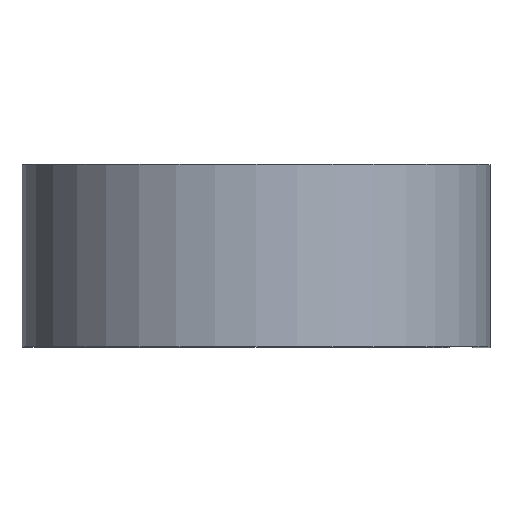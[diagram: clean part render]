
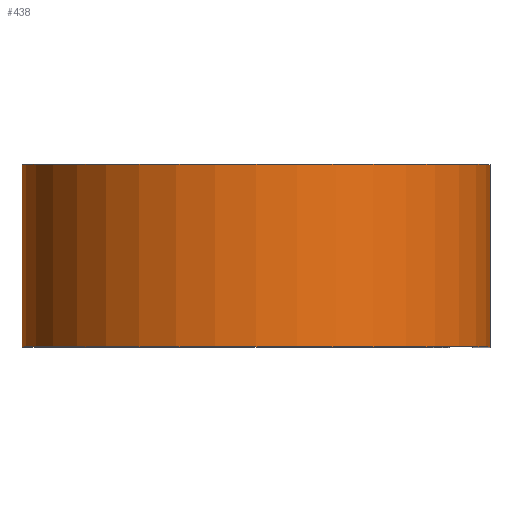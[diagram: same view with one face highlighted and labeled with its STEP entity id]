
A CAD part, top view. The second image highlights one B-rep face of the part: STEP entity #438.
In plain terms, the highlighted cylindrical face has radius 16.294 mm (diameter 32.588 mm), a partial arc.
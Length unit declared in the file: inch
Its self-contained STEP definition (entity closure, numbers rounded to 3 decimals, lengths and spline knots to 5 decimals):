
#8 = CARTESIAN_POINT ( 'NONE',  ( 0., -0.25, -0.6415 ) ) ;
#67 = VERTEX_POINT ( 'NONE', #166 ) ;
#117 = ORIENTED_EDGE ( 'NONE', *, *, #594, .F. ) ;
#166 = CARTESIAN_POINT ( 'NONE',  ( 0.6415, 0.25, 0. ) ) ;
#181 = CIRCLE ( 'NONE', #217, 0.6415 ) ;
#217 = AXIS2_PLACEMENT_3D ( 'NONE', #642, #650, #673 ) ;
#237 = DIRECTION ( 'NONE',  ( 0., -1., 0. ) ) ;
#265 = VECTOR ( 'NONE', #237, 39.37008 ) ;
#287 = VERTEX_POINT ( 'NONE', #8 ) ;
#308 = DIRECTION ( 'NONE',  ( 0., 0., -1. ) ) ;
#311 = ORIENTED_EDGE ( 'NONE', *, *, #681, .T. ) ;
#342 = EDGE_CURVE ( 'NONE', #597, #287, #401, .T. ) ;
#349 = DIRECTION ( 'NONE',  ( 0., -1., 0. ) ) ;
#355 = CARTESIAN_POINT ( 'NONE',  ( 0., 0.25, -0.6415 ) ) ;
#401 = LINE ( 'NONE', #355, #554 ) ;
#412 = CYLINDRICAL_SURFACE ( 'NONE', #644, 0.6415 ) ;
#438 = ADVANCED_FACE ( 'NONE', ( #480 ), #412, .T. ) ;
#439 = DIRECTION ( 'NONE',  ( 1., 0., 0. ) ) ;
#443 = EDGE_CURVE ( 'NONE', #67, #456, #561, .T. ) ;
#445 = DIRECTION ( 'NONE',  ( 0., 1., 0. ) ) ;
#449 = CARTESIAN_POINT ( 'NONE',  ( 0., -0.25, 0. ) ) ;
#456 = VERTEX_POINT ( 'NONE', #543 ) ;
#459 = ORIENTED_EDGE ( 'NONE', *, *, #443, .F. ) ;
#468 = CARTESIAN_POINT ( 'NONE',  ( 0.6415, 0.25, 0. ) ) ;
#472 = CARTESIAN_POINT ( 'NONE',  ( 0., 0.25, 0. ) ) ;
#480 = FACE_OUTER_BOUND ( 'NONE', #515, .T. ) ;
#483 = AXIS2_PLACEMENT_3D ( 'NONE', #449, #445, #439 ) ;
#489 = ORIENTED_EDGE ( 'NONE', *, *, #342, .T. ) ;
#515 = EDGE_LOOP ( 'NONE', ( #311, #459, #117, #489 ) ) ;
#543 = CARTESIAN_POINT ( 'NONE',  ( 0.6415, -0.25, 0. ) ) ;
#554 = VECTOR ( 'NONE', #349, 39.37008 ) ;
#561 = LINE ( 'NONE', #468, #265 ) ;
#586 = DIRECTION ( 'NONE',  ( 0., -1., 0. ) ) ;
#594 = EDGE_CURVE ( 'NONE', #597, #67, #181, .T. ) ;
#597 = VERTEX_POINT ( 'NONE', #632 ) ;
#632 = CARTESIAN_POINT ( 'NONE',  ( 0., 0.25, -0.6415 ) ) ;
#642 = CARTESIAN_POINT ( 'NONE',  ( 0., 0.25, 0. ) ) ;
#644 = AXIS2_PLACEMENT_3D ( 'NONE', #472, #586, #308 ) ;
#650 = DIRECTION ( 'NONE',  ( 0., 1., 0. ) ) ;
#673 = DIRECTION ( 'NONE',  ( 1., 0., 0. ) ) ;
#674 = CIRCLE ( 'NONE', #483, 0.6415 ) ;
#681 = EDGE_CURVE ( 'NONE', #287, #456, #674, .T. ) ;
